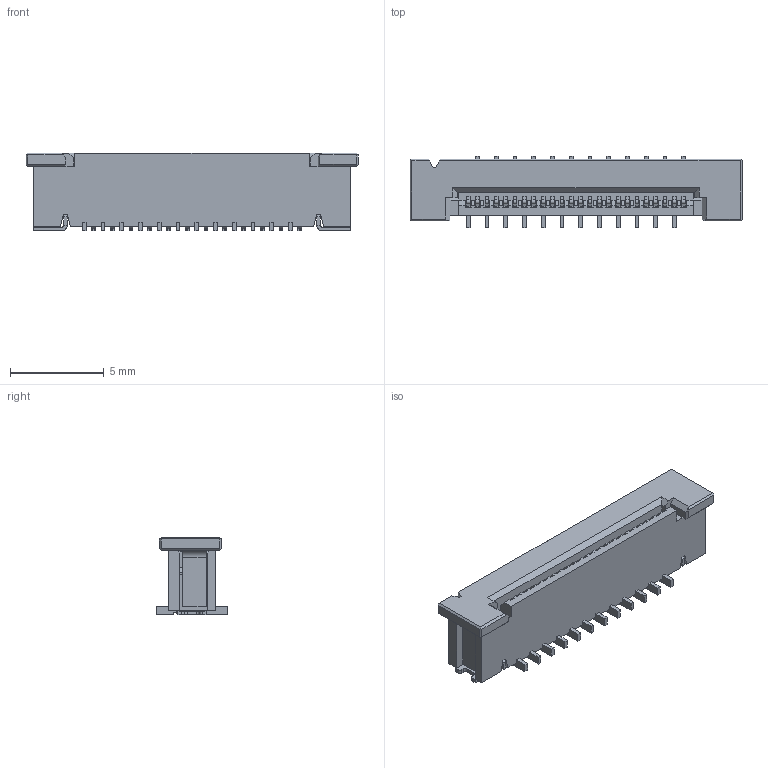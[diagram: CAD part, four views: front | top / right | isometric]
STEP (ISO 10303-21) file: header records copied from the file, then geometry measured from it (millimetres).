
FILE_DESCRIPTION((''),'2;1');
FILE_NAME('C-2-1734742-4','2009-05-28T',('workeradm'),(''),'PRO/ENGINEER BY PARAMETRIC TECHNOLOGY CORPORATION, 2008380','PRO/ENGINEER BY PARAMETRIC TECHNOLOGY CORPORATION, 2008380','');
FILE_SCHEMA(('AUTOMOTIVE_DESIGN { 1 0 10303 214 1 1 1 1 }'));
Length unit declared in the file: millimetre
Products named in the file (1): C-2-1734742-4
Bounding box: 17.7 x 3.8 x 4.15 mm (x, y, z)
Volume: 143.9 mm3; surface area: 603.6 mm2
Topology: 1 solids, 1 shells, 1023 faces, 2976 edges, 1943 vertices
Faces by surface type: plane 919, cylinder 104
Entity records: 33244 total; most frequent: ORIENTED_EDGE 5952, CARTESIAN_POINT 5948, DIRECTION 5228, EDGE_CURVE 2976, VECTOR 2766, LINE 2766, VERTEX_POINT 1943, AXIS2_PLACEMENT_3D 1231
